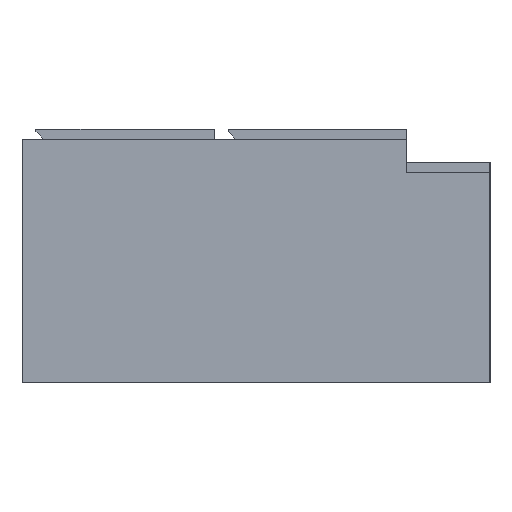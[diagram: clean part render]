
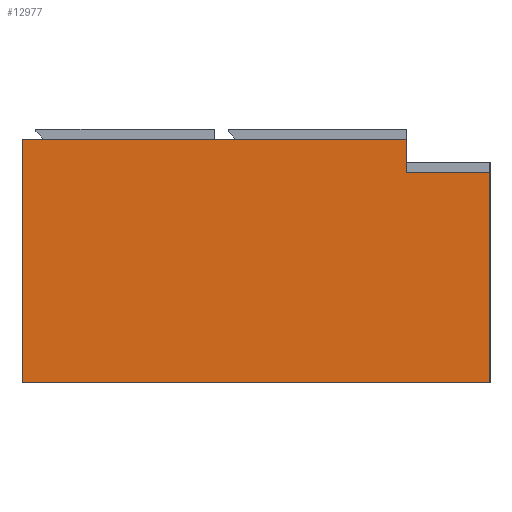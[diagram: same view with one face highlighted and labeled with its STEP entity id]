
A CAD part, left-side view. The second image highlights one B-rep face of the part: STEP entity #12977.
In plain terms, the highlighted planar face has unit normal (-1, 0, 0).
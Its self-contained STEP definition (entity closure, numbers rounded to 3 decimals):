
#52 = DIRECTION ( 'NONE',  ( 0., 0., -1. ) ) ;
#147 = DIRECTION ( 'NONE',  ( -1., 0., 0. ) ) ;
#710 = LINE ( 'NONE', #3470, #11287 ) ;
#792 = LINE ( 'NONE', #12596, #4874 ) ;
#1140 = VECTOR ( 'NONE', #11972, 1000. ) ;
#1428 = DIRECTION ( 'NONE',  ( 0., -1., 0. ) ) ;
#1875 = ORIENTED_EDGE ( 'NONE', *, *, #2315, .F. ) ;
#2315 = EDGE_CURVE ( 'NONE', #5880, #4663, #3723, .T. ) ;
#2871 = DIRECTION ( 'NONE',  ( 0., 0., -1. ) ) ;
#3223 = CARTESIAN_POINT ( 'NONE',  ( 0., 840., -377. ) ) ;
#3470 = CARTESIAN_POINT ( 'NONE',  ( 0., 0., 0. ) ) ;
#3723 = LINE ( 'NONE', #3223, #5832 ) ;
#3774 = ORIENTED_EDGE ( 'NONE', *, *, #9172, .F. ) ;
#3961 = EDGE_CURVE ( 'NONE', #8517, #8002, #12365, .T. ) ;
#4564 = LINE ( 'NONE', #10920, #1140 ) ;
#4663 = VERTEX_POINT ( 'NONE', #11400 ) ;
#4729 = AXIS2_PLACEMENT_3D ( 'NONE', #13400, #147, #5384 ) ;
#4874 = VECTOR ( 'NONE', #5339, 1000. ) ;
#5339 = DIRECTION ( 'NONE',  ( 0., -1., 0. ) ) ;
#5384 = DIRECTION ( 'NONE',  ( 0., 0., 1. ) ) ;
#5605 = VERTEX_POINT ( 'NONE', #8994 ) ;
#5832 = VECTOR ( 'NONE', #7497, 1000. ) ;
#5880 = VERTEX_POINT ( 'NONE', #12584 ) ;
#6631 = ORIENTED_EDGE ( 'NONE', *, *, #7205, .F. ) ;
#6752 = EDGE_CURVE ( 'NONE', #8002, #6975, #710, .T. ) ;
#6975 = VERTEX_POINT ( 'NONE', #11944 ) ;
#7193 = CARTESIAN_POINT ( 'NONE',  ( 0., 0., -377. ) ) ;
#7205 = EDGE_CURVE ( 'NONE', #6975, #5880, #8262, .T. ) ;
#7497 = DIRECTION ( 'NONE',  ( 0., 1., 0. ) ) ;
#7773 = EDGE_LOOP ( 'NONE', ( #6631, #8178, #11935, #3774, #9988, #1875 ) ) ;
#7866 = CARTESIAN_POINT ( 'NONE',  ( 0., 150., 0. ) ) ;
#8002 = VERTEX_POINT ( 'NONE', #7866 ) ;
#8164 = PLANE ( 'NONE',  #4729 ) ;
#8178 = ORIENTED_EDGE ( 'NONE', *, *, #6752, .F. ) ;
#8262 = LINE ( 'NONE', #7193, #13309 ) ;
#8517 = VERTEX_POINT ( 'NONE', #8708 ) ;
#8708 = CARTESIAN_POINT ( 'NONE',  ( 0., 150., 60. ) ) ;
#8994 = CARTESIAN_POINT ( 'NONE',  ( 0., 840., 60. ) ) ;
#9172 = EDGE_CURVE ( 'NONE', #5605, #8517, #792, .T. ) ;
#9988 = ORIENTED_EDGE ( 'NONE', *, *, #12148, .F. ) ;
#10810 = FACE_OUTER_BOUND ( 'NONE', #7773, .T. ) ;
#10920 = CARTESIAN_POINT ( 'NONE',  ( 0., 840., 60. ) ) ;
#11287 = VECTOR ( 'NONE', #1428, 1000. ) ;
#11400 = CARTESIAN_POINT ( 'NONE',  ( 0., 840., -377. ) ) ;
#11935 = ORIENTED_EDGE ( 'NONE', *, *, #3961, .F. ) ;
#11944 = CARTESIAN_POINT ( 'NONE',  ( 0., 0., 0. ) ) ;
#11972 = DIRECTION ( 'NONE',  ( 0., 0., 1. ) ) ;
#12148 = EDGE_CURVE ( 'NONE', #4663, #5605, #4564, .T. ) ;
#12365 = LINE ( 'NONE', #12460, #13178 ) ;
#12460 = CARTESIAN_POINT ( 'NONE',  ( 0., 150., 0. ) ) ;
#12584 = CARTESIAN_POINT ( 'NONE',  ( 0., 0., -377. ) ) ;
#12596 = CARTESIAN_POINT ( 'NONE',  ( 0., 150., 60. ) ) ;
#12977 = ADVANCED_FACE ( 'NONE', ( #10810 ), #8164, .T. ) ;
#13178 = VECTOR ( 'NONE', #52, 1000. ) ;
#13309 = VECTOR ( 'NONE', #2871, 1000. ) ;
#13400 = CARTESIAN_POINT ( 'NONE',  ( 0., 0., 0. ) ) ;
